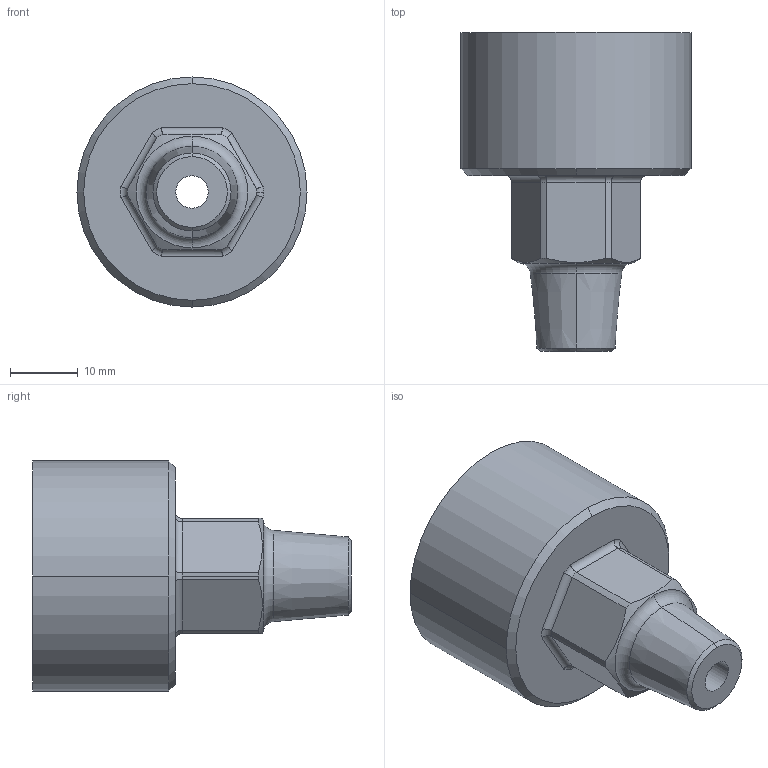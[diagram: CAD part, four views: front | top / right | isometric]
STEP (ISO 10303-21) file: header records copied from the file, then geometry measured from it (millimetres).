
FILE_DESCRIPTION (( 'STEP AP203' ), '1' );
FILE_NAME ('OP-87282.STEP', '2011-03-02T02:28:04', ( '' ), ( '' ), 'SwSTEP 2.0', 'SolidWorks 2007', '' );
FILE_SCHEMA (( 'CONFIG_CONTROL_DESIGN' ));
Length unit declared in the file: millimetre
Products named in the file (1): OP-87282
Bounding box: 34 x 47.1 x 34 mm (x, y, z)
Volume: 15474.7 mm3; surface area: 7064.8 mm2
Topology: 1 solids, 1 shells, 72 faces, 164 edges, 102 vertices
Faces by surface type: cylinder 31, plane 16, torus 13, cone 8, bspline 4
Entity records: 2290 total; most frequent: CARTESIAN_POINT 575, DIRECTION 367, ORIENTED_EDGE 328, EDGE_CURVE 164, AXIS2_PLACEMENT_3D 158, VERTEX_POINT 102, CIRCLE 89, EDGE_LOOP 82
